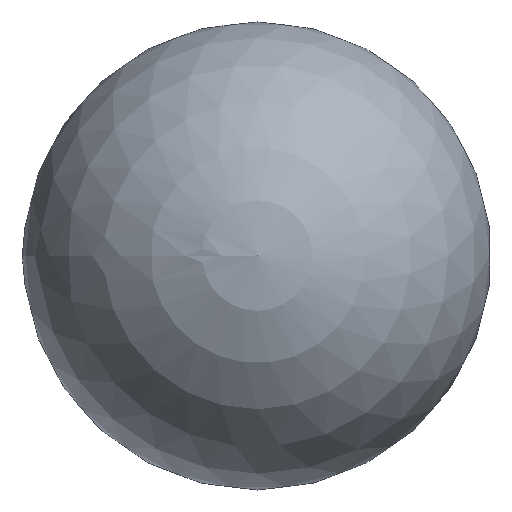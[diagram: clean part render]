
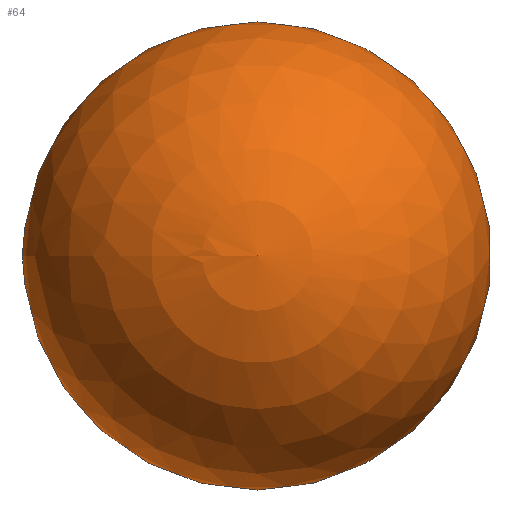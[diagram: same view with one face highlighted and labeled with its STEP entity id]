
A CAD part, top view. The second image highlights one B-rep face of the part: STEP entity #64.
In plain terms, the highlighted spherical face has radius 18.75 mm.
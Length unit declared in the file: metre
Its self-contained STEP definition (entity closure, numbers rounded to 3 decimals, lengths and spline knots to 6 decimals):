
#14=SPHERICAL_SURFACE('',#85,0.01875);
#17=ORIENTED_EDGE('',*,*,#26,.F.);
#26=EDGE_CURVE('',#31,#31,#36,.T.);
#31=VERTEX_POINT('',#122);
#36=CIRCLE('',#84,0.013);
#42=EDGE_LOOP('',(#17));
#52=FACE_BOUND('',#42,.T.);
#64=ADVANCED_FACE('',(#52),#14,.T.);
#84=AXIS2_PLACEMENT_3D('',#121,#99,#100);
#85=AXIS2_PLACEMENT_3D('',#123,#101,#102);
#99=DIRECTION('',(0.,0.,-1.));
#100=DIRECTION('',(-1.,0.,0.));
#101=DIRECTION('',(0.,0.,-1.));
#102=DIRECTION('',(-1.,0.,0.));
#121=CARTESIAN_POINT('',(0.,0.,0.067738));
#122=CARTESIAN_POINT('',(-0.013,0.,0.067738));
#123=CARTESIAN_POINT('',(0.,0.,0.08125));
